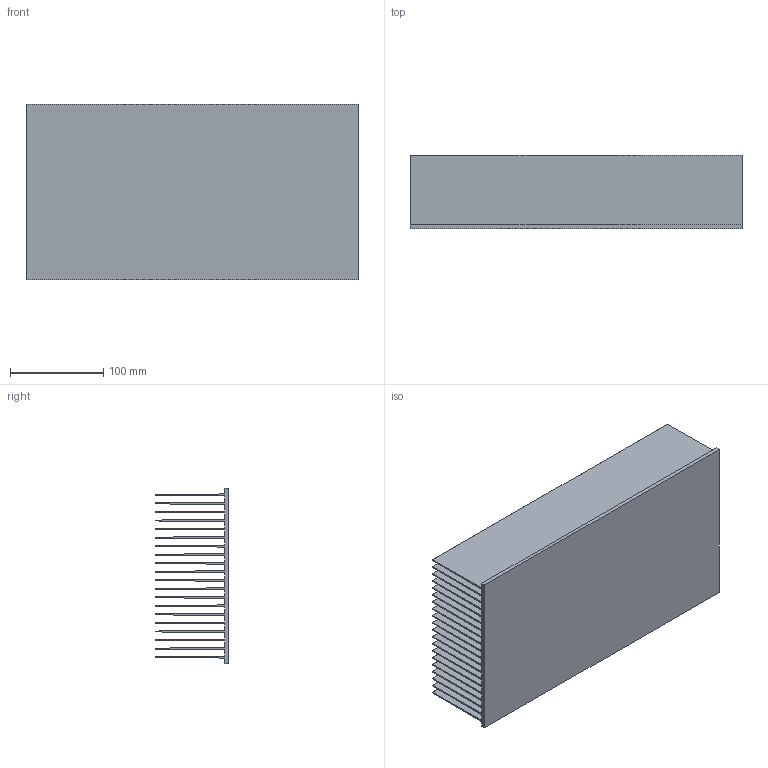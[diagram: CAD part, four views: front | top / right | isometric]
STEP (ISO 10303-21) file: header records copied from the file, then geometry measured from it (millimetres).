
FILE_DESCRIPTION (( 'STEP AP214' ), '1' );
FILE_NAME ('User Library-heatsink_510-14M.STEP', '2018-05-24T02:22:31', ( '' ), ( '' ), 'SwSTEP 2.0', 'SolidWorks 2018', '' );
FILE_SCHEMA (( 'AUTOMOTIVE_DESIGN' ));
Length unit declared in the file: inch
Products named in the file (1): User Library-heatsink_510-14M
Bounding box: 355.6 x 78.89 x 187.45 mm (x, y, z)
Volume: 1076277.9 mm3; surface area: 1197814.3 mm2
Topology: 1 solids, 1 shells, 86 faces, 252 edges, 168 vertices
Faces by surface type: plane 86
Entity records: 3616 total; most frequent: CARTESIAN_POINT 507, ORIENTED_EDGE 504, DIRECTION 426, EDGE_CURVE 252, LINE 252, VECTOR 252, VERTEX_POINT 168, AXIS2_PLACEMENT_3D 87
